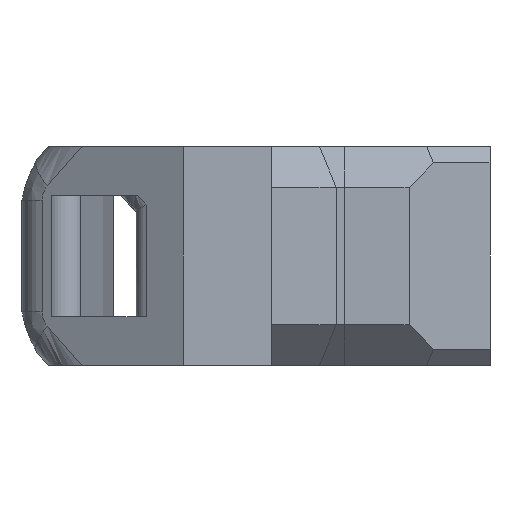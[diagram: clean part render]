
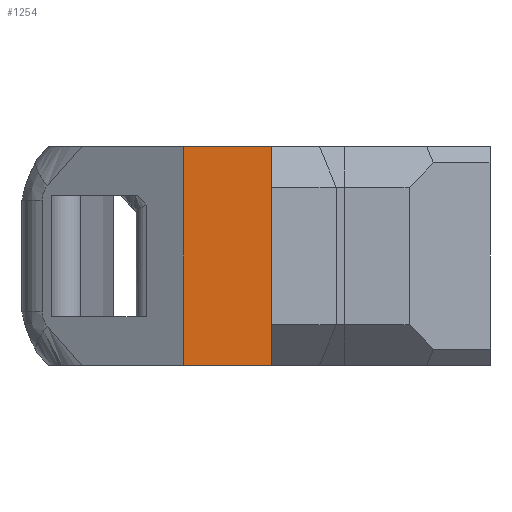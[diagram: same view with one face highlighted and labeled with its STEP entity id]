
A CAD part, left-side view. The second image highlights one B-rep face of the part: STEP entity #1254.
In plain terms, the highlighted planar face has unit normal (-1, 0, 0).
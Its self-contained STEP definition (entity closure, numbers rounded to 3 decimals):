
#54=PLANE('',#1353);
#108=LINE('',#2153,#232);
#130=LINE('',#2335,#254);
#207=LINE('',#2501,#331);
#208=LINE('',#2503,#332);
#232=VECTOR('',#1431,10.);
#254=VECTOR('',#1469,10.);
#331=VECTOR('',#1634,10.);
#332=VECTOR('',#1637,10.);
#411=FACE_OUTER_BOUND('',#480,.T.);
#480=EDGE_LOOP('',(#1130,#1131,#1132,#1133));
#555=VERTEX_POINT('',#2150);
#556=VERTEX_POINT('',#2152);
#586=VERTEX_POINT('',#2333);
#631=VERTEX_POINT('',#2499);
#688=EDGE_CURVE('',#555,#556,#108,.T.);
#725=EDGE_CURVE('',#586,#555,#130,.T.);
#808=EDGE_CURVE('',#631,#556,#207,.T.);
#809=EDGE_CURVE('',#631,#586,#208,.T.);
#1130=ORIENTED_EDGE('',*,*,#809,.F.);
#1131=ORIENTED_EDGE('',*,*,#808,.T.);
#1132=ORIENTED_EDGE('',*,*,#688,.F.);
#1133=ORIENTED_EDGE('',*,*,#725,.F.);
#1254=ADVANCED_FACE('',(#411),#54,.T.);
#1353=AXIS2_PLACEMENT_3D('',#2502,#1635,#1636);
#1431=DIRECTION('',(0.,-1.,0.));
#1469=DIRECTION('',(0.,0.,1.));
#1634=DIRECTION('',(0.,0.,1.));
#1635=DIRECTION('center_axis',(-1.,0.,0.));
#1636=DIRECTION('ref_axis',(0.,-1.,0.));
#1637=DIRECTION('',(0.,1.,0.));
#2150=CARTESIAN_POINT('',(-6.525,22.18,55.4));
#2152=CARTESIAN_POINT('',(-6.525,20.,55.4));
#2153=CARTESIAN_POINT('',(-6.525,20.,55.4));
#2333=CARTESIAN_POINT('',(-6.525,22.18,50.));
#2335=CARTESIAN_POINT('',(-6.525,22.18,50.));
#2499=CARTESIAN_POINT('',(-6.525,20.,50.));
#2501=CARTESIAN_POINT('',(-6.525,20.,50.));
#2502=CARTESIAN_POINT('Origin',(-6.525,22.18,50.));
#2503=CARTESIAN_POINT('',(-6.525,20.,50.));
